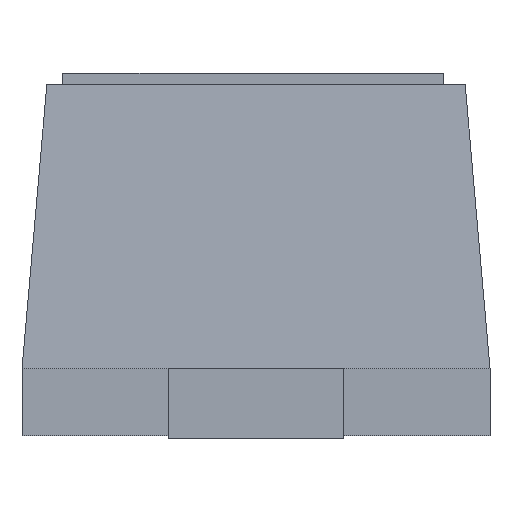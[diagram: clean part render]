
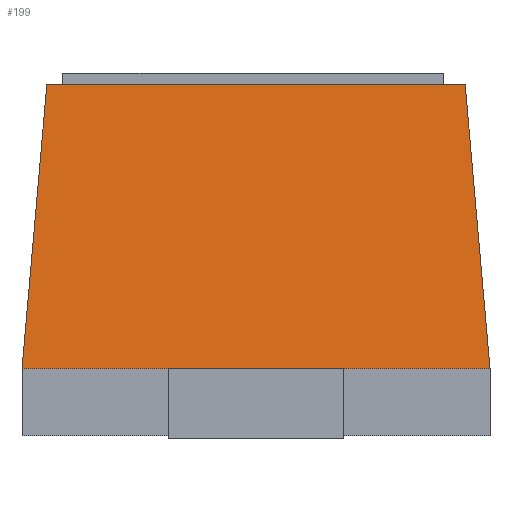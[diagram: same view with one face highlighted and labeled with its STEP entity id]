
A CAD part, left-side view. The second image highlights one B-rep face of the part: STEP entity #199.
In plain terms, the highlighted planar face has unit normal (-0.996, 0, 0.087).
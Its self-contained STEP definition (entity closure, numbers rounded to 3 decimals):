
#140 = EDGE_CURVE('',#141,#143,#145,.T.);
#141 = VERTEX_POINT('',#142);
#142 = CARTESIAN_POINT('',(-0.558,-0.358,0.605));
#143 = VERTEX_POINT('',#144);
#144 = CARTESIAN_POINT('',(-0.558,0.358,0.605));
#145 = LINE('',#146,#147);
#146 = CARTESIAN_POINT('',(-0.558,-0.358,0.605));
#147 = VECTOR('',#148,1.);
#148 = DIRECTION('',(0.,1.,0.));
#199 = ADVANCED_FACE('',(#200),#225,.F.);
#200 = FACE_BOUND('',#201,.T.);
#201 = EDGE_LOOP('',(#202,#212,#218,#219));
#202 = ORIENTED_EDGE('',*,*,#203,.F.);
#203 = EDGE_CURVE('',#204,#206,#208,.T.);
#204 = VERTEX_POINT('',#205);
#205 = CARTESIAN_POINT('',(-0.6,-0.4,0.12));
#206 = VERTEX_POINT('',#207);
#207 = CARTESIAN_POINT('',(-0.6,0.4,0.12));
#208 = LINE('',#209,#210);
#209 = CARTESIAN_POINT('',(-0.6,-0.4,0.12));
#210 = VECTOR('',#211,1.);
#211 = DIRECTION('',(0.,1.,0.));
#212 = ORIENTED_EDGE('',*,*,#213,.F.);
#213 = EDGE_CURVE('',#141,#204,#214,.T.);
#214 = LINE('',#215,#216);
#215 = CARTESIAN_POINT('',(-0.558,-0.358,0.605));
#216 = VECTOR('',#217,1.);
#217 = DIRECTION('',(-0.087,-0.087,
    -0.992));
#218 = ORIENTED_EDGE('',*,*,#140,.T.);
#219 = ORIENTED_EDGE('',*,*,#220,.T.);
#220 = EDGE_CURVE('',#143,#206,#221,.T.);
#221 = LINE('',#222,#223);
#222 = CARTESIAN_POINT('',(-0.558,0.358,0.605));
#223 = VECTOR('',#224,1.);
#224 = DIRECTION('',(-0.087,0.087,
    -0.992));
#225 = PLANE('',#226);
#226 = AXIS2_PLACEMENT_3D('',#227,#228,#229);
#227 = CARTESIAN_POINT('',(-0.604,0.48,0.072));
#228 = DIRECTION('',(0.996,0.,
    -0.087));
#229 = DIRECTION('',(0.087,0.,
    0.996));
